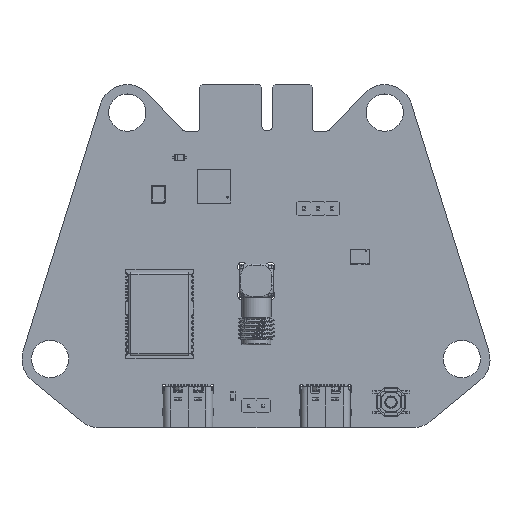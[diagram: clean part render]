
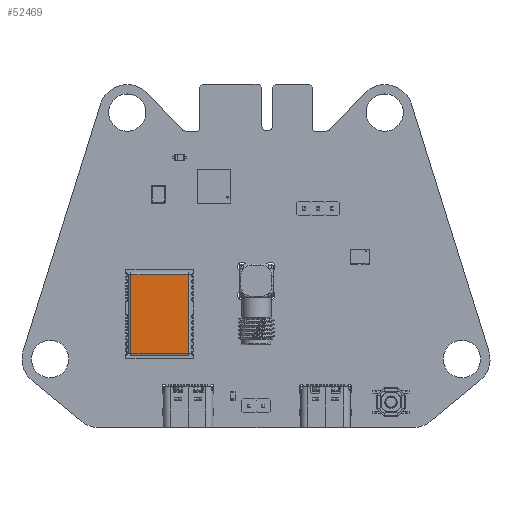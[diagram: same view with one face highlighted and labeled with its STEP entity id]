
A CAD part, top view. The second image highlights one B-rep face of the part: STEP entity #52469.
In plain terms, the highlighted face is planar.
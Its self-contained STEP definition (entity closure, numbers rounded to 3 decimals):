
#51720 = VERTEX_POINT('',#51721);
#51721 = CARTESIAN_POINT('',(-5.2,2.6,-7.1));
#51737 = VERTEX_POINT('',#51738);
#51738 = CARTESIAN_POINT('',(-5.2,2.6,7.1));
#51745 = EDGE_CURVE('',#51720,#51737,#51746,.T.);
#51746 = LINE('',#51747,#51748);
#51747 = CARTESIAN_POINT('',(-5.2,2.6,-7.293));
#51748 = VECTOR('',#51749,1.);
#51749 = DIRECTION('',(-0.,0.,1.));
#51998 = VERTEX_POINT('',#51999);
#51999 = CARTESIAN_POINT('',(5.2,2.6,-7.1));
#52008 = EDGE_CURVE('',#52009,#51998,#52011,.T.);
#52009 = VERTEX_POINT('',#52010);
#52010 = CARTESIAN_POINT('',(5.2,2.6,7.1));
#52011 = LINE('',#52012,#52013);
#52012 = CARTESIAN_POINT('',(5.2,2.6,7.293));
#52013 = VECTOR('',#52014,1.);
#52014 = DIRECTION('',(-0.,0.,-1.));
#52469 = ADVANCED_FACE('',(#52470),#52486,.F.);
#52470 = FACE_BOUND('',#52471,.T.);
#52471 = EDGE_LOOP('',(#52472,#52478,#52479,#52485));
#52472 = ORIENTED_EDGE('',*,*,#52473,.T.);
#52473 = EDGE_CURVE('',#51737,#52009,#52474,.T.);
#52474 = LINE('',#52475,#52476);
#52475 = CARTESIAN_POINT('',(-5.393,2.6,7.1));
#52476 = VECTOR('',#52477,1.);
#52477 = DIRECTION('',(1.,0.,0.));
#52478 = ORIENTED_EDGE('',*,*,#52008,.T.);
#52479 = ORIENTED_EDGE('',*,*,#52480,.T.);
#52480 = EDGE_CURVE('',#51998,#51720,#52481,.T.);
#52481 = LINE('',#52482,#52483);
#52482 = CARTESIAN_POINT('',(5.393,2.6,-7.1));
#52483 = VECTOR('',#52484,1.);
#52484 = DIRECTION('',(-1.,0.,0.));
#52485 = ORIENTED_EDGE('',*,*,#51745,.T.);
#52486 = PLANE('',#52487);
#52487 = AXIS2_PLACEMENT_3D('',#52488,#52489,#52490);
#52488 = CARTESIAN_POINT('',(0.,2.6,0.));
#52489 = DIRECTION('',(0.,-1.,0.));
#52490 = DIRECTION('',(0.,-0.,-1.));
